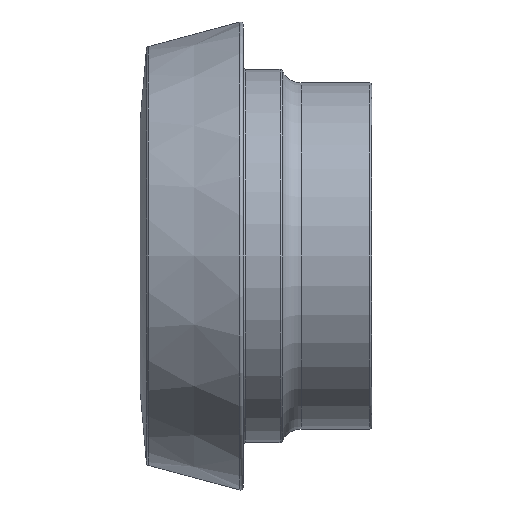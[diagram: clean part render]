
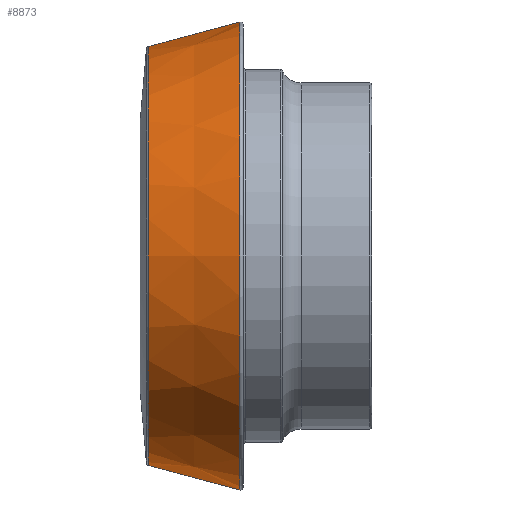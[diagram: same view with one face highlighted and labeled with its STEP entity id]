
A CAD part, front view. The second image highlights one B-rep face of the part: STEP entity #8873.
In plain terms, the highlighted conical face has half-angle 15 degrees and reference radius 18.25 mm.
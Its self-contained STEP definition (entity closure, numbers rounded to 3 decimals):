
#533 = CARTESIAN_POINT ( 'NONE',  ( 7.748, 0., 0. ) ) ;
#545 = CARTESIAN_POINT ( 'NONE',  ( 8., 0., 18.25 ) ) ;
#557 = FACE_OUTER_BOUND ( 'NONE', #3151, .T. ) ;
#831 = ORIENTED_EDGE ( 'NONE', *, *, #4915, .F. ) ;
#871 = VECTOR ( 'NONE', #11780, 1000. ) ;
#1388 = VERTEX_POINT ( 'NONE', #11261 ) ;
#2072 = CARTESIAN_POINT ( 'NONE',  ( 8., 0., -18.25 ) ) ;
#2795 = DIRECTION ( 'NONE',  ( 0., 0., 1. ) ) ;
#2873 = ORIENTED_EDGE ( 'NONE', *, *, #10420, .T. ) ;
#2884 = DIRECTION ( 'NONE',  ( 0., 0., 1. ) ) ;
#3032 = LINE ( 'NONE', #545, #871 ) ;
#3151 = EDGE_LOOP ( 'NONE', ( #831, #13336, #4727, #2873 ) ) ;
#4085 = CIRCLE ( 'NONE', #5955, 16.277 ) ;
#4727 = ORIENTED_EDGE ( 'NONE', *, *, #9785, .T. ) ;
#4769 = VECTOR ( 'NONE', #13381, 1000. ) ;
#4915 = EDGE_CURVE ( 'NONE', #9827, #1388, #3032, .T. ) ;
#4917 = DIRECTION ( 'NONE',  ( 1., 0., 0. ) ) ;
#5494 = CARTESIAN_POINT ( 'NONE',  ( 0.638, 0., 16.277 ) ) ;
#5502 = CARTESIAN_POINT ( 'NONE',  ( 0.638, 0., -16.277 ) ) ;
#5626 = CIRCLE ( 'NONE', #9192, 18.183 ) ;
#5955 = AXIS2_PLACEMENT_3D ( 'NONE', #9646, #13996, #2884 ) ;
#6235 = CARTESIAN_POINT ( 'NONE',  ( 7.748, 0., -18.183 ) ) ;
#7622 = VERTEX_POINT ( 'NONE', #5502 ) ;
#8173 = CONICAL_SURFACE ( 'NONE', #8881, 18.25, 0.262 ) ;
#8457 = VERTEX_POINT ( 'NONE', #6235 ) ;
#8680 = LINE ( 'NONE', #2072, #4769 ) ;
#8873 = ADVANCED_FACE ( 'NONE', ( #557 ), #8173, .T. ) ;
#8881 = AXIS2_PLACEMENT_3D ( 'NONE', #11701, #4917, #12938 ) ;
#9192 = AXIS2_PLACEMENT_3D ( 'NONE', #533, #9561, #2795 ) ;
#9467 = EDGE_CURVE ( 'NONE', #9827, #7622, #4085, .T. ) ;
#9561 = DIRECTION ( 'NONE',  ( -1., 0., 0. ) ) ;
#9646 = CARTESIAN_POINT ( 'NONE',  ( 0.638, 0., 0. ) ) ;
#9785 = EDGE_CURVE ( 'NONE', #7622, #8457, #8680, .T. ) ;
#9827 = VERTEX_POINT ( 'NONE', #5494 ) ;
#10420 = EDGE_CURVE ( 'NONE', #8457, #1388, #5626, .T. ) ;
#11261 = CARTESIAN_POINT ( 'NONE',  ( 7.748, 0., 18.183 ) ) ;
#11701 = CARTESIAN_POINT ( 'NONE',  ( 8., 0., 0. ) ) ;
#11780 = DIRECTION ( 'NONE',  ( 0.966, 0., 0.259 ) ) ;
#12938 = DIRECTION ( 'NONE',  ( 0., 0., -1. ) ) ;
#13336 = ORIENTED_EDGE ( 'NONE', *, *, #9467, .T. ) ;
#13381 = DIRECTION ( 'NONE',  ( 0.966, 0., -0.259 ) ) ;
#13996 = DIRECTION ( 'NONE',  ( 1., 0., 0. ) ) ;
